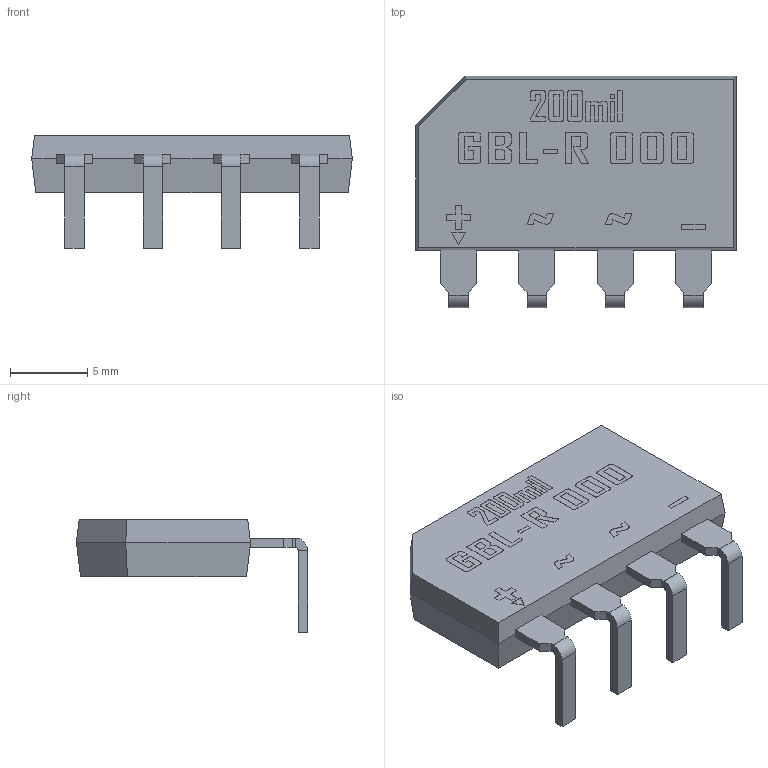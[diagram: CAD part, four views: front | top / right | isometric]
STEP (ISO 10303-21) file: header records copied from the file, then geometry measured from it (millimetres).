
FILE_DESCRIPTION (( 'STEP AP214' ), '1' );
FILE_NAME ('GBL___GBL-R__.STEP', '2023-03-01T22:26:30', ( '' ), ( '' ), 'SwSTEP 2.0', 'SolidWorks 2020', '' );
FILE_SCHEMA (( 'AUTOMOTIVE_DESIGN' ));
Length unit declared in the file: millimetre
Products named in the file (1): GBL___GBL-R__
Bounding box: 20.8 x 15 x 7.3 mm (x, y, z)
Volume: 857.4 mm3; surface area: 817.1 mm2
Topology: 1 solids, 1 shells, 321 faces, 839 edges, 547 vertices
Faces by surface type: plane 263, bspline 50, cylinder 8
Entity records: 14575 total; most frequent: CARTESIAN_POINT 3598, ORIENTED_EDGE 1678, DIRECTION 1299, EDGE_CURVE 839, LINE 723, VECTOR 723, VERTEX_POINT 547, EDGE_LOOP 348
